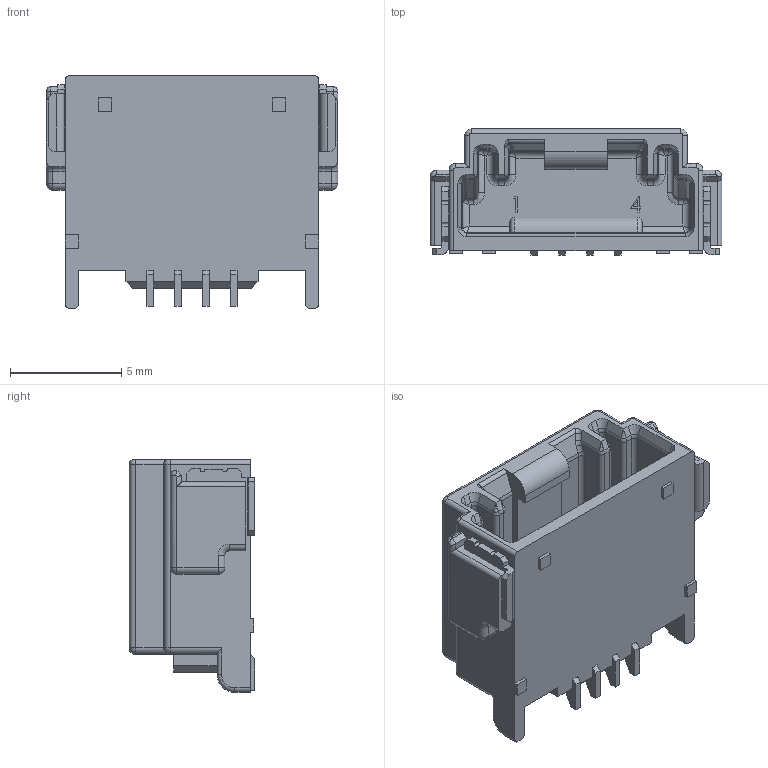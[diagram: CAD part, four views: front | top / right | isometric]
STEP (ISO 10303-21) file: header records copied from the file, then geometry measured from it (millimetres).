
FILE_DESCRIPTION (( 'STEP AP214' ), '1' );
FILE_NAME ('C_FFC_SMT_4M_H_ASSY_Rev A.STEP', '2021-04-14T00:18:15', ( '' ), ( '' ), 'SwSTEP 2.0', 'SolidWorks 2020', '' );
FILE_SCHEMA (( 'AUTOMOTIVE_DESIGN' ));
Length unit declared in the file: millimetre
Products named in the file (1): C_FFC_SMT_4M_H_ASSY_Rev A
Bounding box: 13.1 x 5.65 x 10.45 mm (x, y, z)
Volume: 335.6 mm3; surface area: 714.2 mm2
Topology: 1 solids, 1 shells, 432 faces, 1094 edges, 650 vertices
Faces by surface type: plane 217, cylinder 125, torus 38, bspline 30, cone 14, sphere 8
Entity records: 13406 total; most frequent: CARTESIAN_POINT 3301, ORIENTED_EDGE 2140, DIRECTION 2054, EDGE_CURVE 1070, LINE 740, VECTOR 740, AXIS2_PLACEMENT_3D 657, VERTEX_POINT 650
